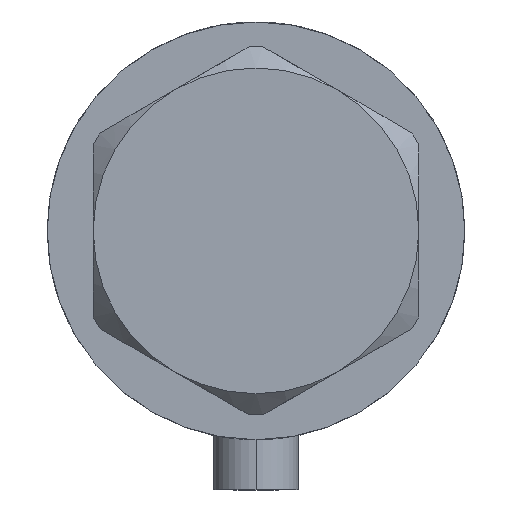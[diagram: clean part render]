
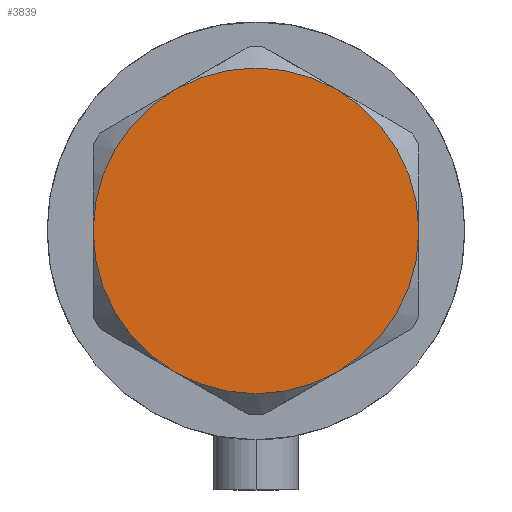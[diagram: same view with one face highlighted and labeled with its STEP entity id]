
A CAD part, left-side view. The second image highlights one B-rep face of the part: STEP entity #3839.
In plain terms, the highlighted face is planar.
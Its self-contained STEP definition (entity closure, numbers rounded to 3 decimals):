
#112 = AXIS2_PLACEMENT_3D ( 'NONE', #1071, #4226, #736 ) ;
#171 = CIRCLE ( 'NONE', #2821, 23. ) ;
#275 = CARTESIAN_POINT ( 'NONE',  ( 23., 0., 13. ) ) ;
#298 = CIRCLE ( 'NONE', #502, 23. ) ;
#300 = VERTEX_POINT ( 'NONE', #3536 ) ;
#311 = DIRECTION ( 'NONE',  ( 0., 0., 1. ) ) ;
#351 = ORIENTED_EDGE ( 'NONE', *, *, #629, .T. ) ;
#358 = VERTEX_POINT ( 'NONE', #3869 ) ;
#388 = DIRECTION ( 'NONE',  ( 1., 0., 0. ) ) ;
#410 = DIRECTION ( 'NONE',  ( 0., 0., 1. ) ) ;
#502 = AXIS2_PLACEMENT_3D ( 'NONE', #2808, #410, #4202 ) ;
#508 = AXIS2_PLACEMENT_3D ( 'NONE', #1233, #972, #1354 ) ;
#629 = EDGE_CURVE ( 'NONE', #358, #3757, #298, .T. ) ;
#638 = CARTESIAN_POINT ( 'NONE',  ( 0., 0., 13. ) ) ;
#736 = DIRECTION ( 'NONE',  ( 1., 0., 0. ) ) ;
#972 = DIRECTION ( 'NONE',  ( 0., 0., 1. ) ) ;
#1025 = EDGE_CURVE ( 'NONE', #2906, #1707, #2160, .T. ) ;
#1071 = CARTESIAN_POINT ( 'NONE',  ( 0., 0., 13. ) ) ;
#1143 = ORIENTED_EDGE ( 'NONE', *, *, #3804, .T. ) ;
#1233 = CARTESIAN_POINT ( 'NONE',  ( 0., 0., 13. ) ) ;
#1264 = DIRECTION ( 'NONE',  ( 0., 0., 1. ) ) ;
#1354 = DIRECTION ( 'NONE',  ( 1., 0., 0. ) ) ;
#1466 = EDGE_CURVE ( 'NONE', #1707, #300, #1816, .T. ) ;
#1551 = CARTESIAN_POINT ( 'NONE',  ( 0., 0., 13. ) ) ;
#1646 = DIRECTION ( 'NONE',  ( 1., 0., 0. ) ) ;
#1661 = ORIENTED_EDGE ( 'NONE', *, *, #1729, .T. ) ;
#1707 = VERTEX_POINT ( 'NONE', #3863 ) ;
#1715 = FACE_OUTER_BOUND ( 'NONE', #4371, .T. ) ;
#1729 = EDGE_CURVE ( 'NONE', #300, #358, #171, .T. ) ;
#1816 = CIRCLE ( 'NONE', #1888, 23. ) ;
#1819 = CARTESIAN_POINT ( 'NONE',  ( 0., 0., 13. ) ) ;
#1829 = CIRCLE ( 'NONE', #2405, 23. ) ;
#1888 = AXIS2_PLACEMENT_3D ( 'NONE', #1819, #2506, #388 ) ;
#2160 = CIRCLE ( 'NONE', #508, 23. ) ;
#2187 = CARTESIAN_POINT ( 'NONE',  ( 11.5, 19.919, 13. ) ) ;
#2359 = VERTEX_POINT ( 'NONE', #275 ) ;
#2363 = PLANE ( 'NONE',  #4157 ) ;
#2405 = AXIS2_PLACEMENT_3D ( 'NONE', #1551, #1264, #4306 ) ;
#2446 = ORIENTED_EDGE ( 'NONE', *, *, #1025, .T. ) ;
#2506 = DIRECTION ( 'NONE',  ( 0., 0., 1. ) ) ;
#2808 = CARTESIAN_POINT ( 'NONE',  ( 0., 0., 13. ) ) ;
#2821 = AXIS2_PLACEMENT_3D ( 'NONE', #2827, #2867, #3835 ) ;
#2827 = CARTESIAN_POINT ( 'NONE',  ( 0., 0., 13. ) ) ;
#2867 = DIRECTION ( 'NONE',  ( 0., 0., 1. ) ) ;
#2906 = VERTEX_POINT ( 'NONE', #2187 ) ;
#2915 = CARTESIAN_POINT ( 'NONE',  ( 11.5, -19.919, 13. ) ) ;
#2949 = EDGE_CURVE ( 'NONE', #2359, #2906, #3862, .T. ) ;
#3439 = ORIENTED_EDGE ( 'NONE', *, *, #2949, .T. ) ;
#3536 = CARTESIAN_POINT ( 'NONE',  ( -23., 0., 13. ) ) ;
#3757 = VERTEX_POINT ( 'NONE', #2915 ) ;
#3804 = EDGE_CURVE ( 'NONE', #3757, #2359, #1829, .T. ) ;
#3835 = DIRECTION ( 'NONE',  ( 1., 0., 0. ) ) ;
#3839 = ADVANCED_FACE ( 'NONE', ( #1715 ), #2363, .T. ) ;
#3862 = CIRCLE ( 'NONE', #112, 23. ) ;
#3863 = CARTESIAN_POINT ( 'NONE',  ( -11.5, 19.919, 13. ) ) ;
#3869 = CARTESIAN_POINT ( 'NONE',  ( -11.5, -19.919, 13. ) ) ;
#4157 = AXIS2_PLACEMENT_3D ( 'NONE', #638, #311, #1646 ) ;
#4202 = DIRECTION ( 'NONE',  ( 1., 0., 0. ) ) ;
#4226 = DIRECTION ( 'NONE',  ( 0., 0., 1. ) ) ;
#4306 = DIRECTION ( 'NONE',  ( 1., 0., 0. ) ) ;
#4371 = EDGE_LOOP ( 'NONE', ( #1143, #3439, #2446, #4418, #1661, #351 ) ) ;
#4418 = ORIENTED_EDGE ( 'NONE', *, *, #1466, .T. ) ;
